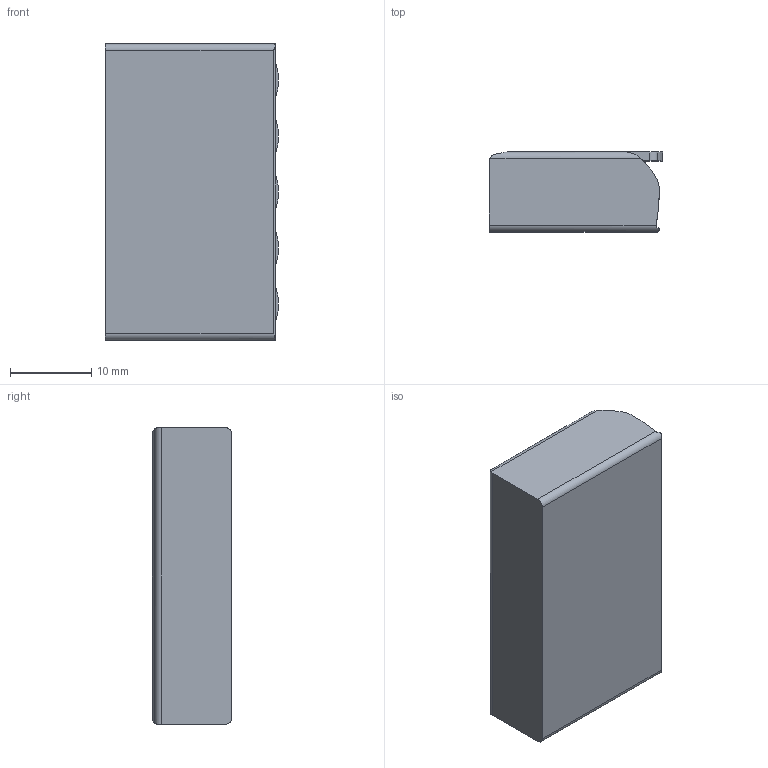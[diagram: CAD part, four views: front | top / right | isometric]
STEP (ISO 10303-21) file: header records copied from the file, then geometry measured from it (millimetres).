
FILE_DESCRIPTION (( 'STEP AP203' ), '1' );
FILE_NAME ('221-615.step', '2024-11-06T21:09:12', ( '' ), ( '' ), 'SwSTEP 2.0', 'SolidWorks 2023', '' );
FILE_SCHEMA (( 'CONFIG_CONTROL_DESIGN' ));
Length unit declared in the file: millimetre
Products named in the file (1): 221-615
Bounding box: 21.3 x 9.8 x 36.5 mm (x, y, z)
Volume: 6849.6 mm3; surface area: 3549 mm2
Topology: 1 solids, 1 shells, 251 faces, 747 edges, 498 vertices
Faces by surface type: plane 150, cylinder 101
Entity records: 9046 total; most frequent: CARTESIAN_POINT 2225, ORIENTED_EDGE 1494, DIRECTION 1339, EDGE_CURVE 747, VERTEX_POINT 498, VECTOR 483, LINE 483, AXIS2_PLACEMENT_3D 428
